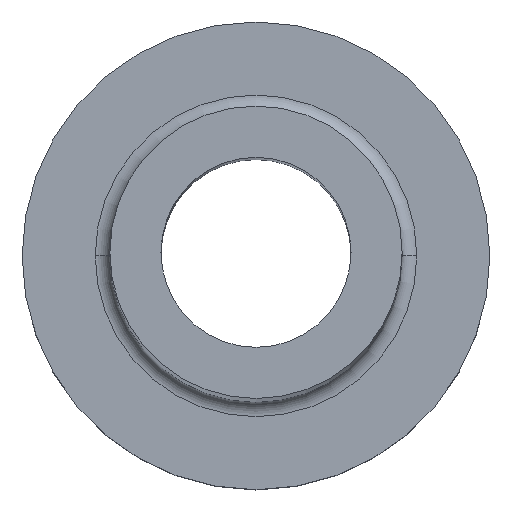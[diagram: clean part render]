
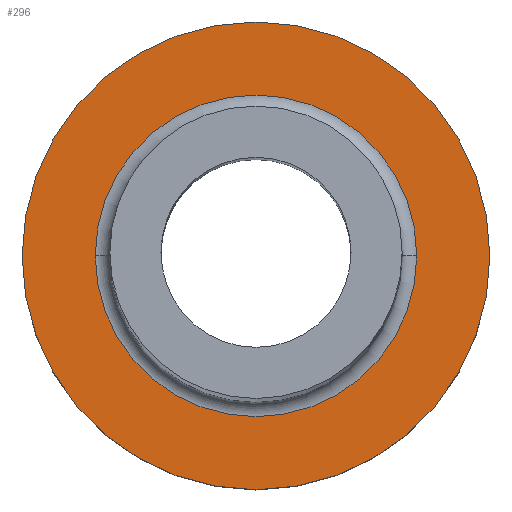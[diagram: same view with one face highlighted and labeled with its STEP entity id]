
A CAD part, top view. The second image highlights one B-rep face of the part: STEP entity #296.
In plain terms, the highlighted planar face has unit normal (0, 0, 1).
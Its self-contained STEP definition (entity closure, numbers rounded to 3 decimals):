
#5 = DIRECTION ( 'NONE',  ( 0., 0., 1. ) ) ;
#17 = AXIS2_PLACEMENT_3D ( 'NONE', #345, #391, #177 ) ;
#33 = AXIS2_PLACEMENT_3D ( 'NONE', #358, #5, #353 ) ;
#40 = CARTESIAN_POINT ( 'NONE',  ( 0., 0., 5. ) ) ;
#49 = AXIS2_PLACEMENT_3D ( 'NONE', #418, #254, #427 ) ;
#62 = VERTEX_POINT ( 'NONE', #310 ) ;
#82 = CARTESIAN_POINT ( 'NONE',  ( 8., 0., 5. ) ) ;
#111 = DIRECTION ( 'NONE',  ( 0., 0., -1. ) ) ;
#113 = CIRCLE ( 'NONE', #154, 5.5 ) ;
#118 = CARTESIAN_POINT ( 'NONE',  ( 5.5, 0., 5. ) ) ;
#154 = AXIS2_PLACEMENT_3D ( 'NONE', #215, #111, #289 ) ;
#177 = DIRECTION ( 'NONE',  ( 1., 0., 0. ) ) ;
#199 = EDGE_CURVE ( 'NONE', #62, #437, #113, .T. ) ;
#212 = ORIENTED_EDGE ( 'NONE', *, *, #253, .T. ) ;
#215 = CARTESIAN_POINT ( 'NONE',  ( 0., 0., 5. ) ) ;
#225 = CARTESIAN_POINT ( 'NONE',  ( -8., 0., 5. ) ) ;
#247 = DIRECTION ( 'NONE',  ( 1., 0., 0. ) ) ;
#251 = ORIENTED_EDGE ( 'NONE', *, *, #457, .T. ) ;
#253 = EDGE_CURVE ( 'NONE', #330, #442, #421, .T. ) ;
#254 = DIRECTION ( 'NONE',  ( 0., 0., 1. ) ) ;
#263 = EDGE_LOOP ( 'NONE', ( #251, #419 ) ) ;
#279 = AXIS2_PLACEMENT_3D ( 'NONE', #40, #382, #247 ) ;
#285 = FACE_BOUND ( 'NONE', #263, .T. ) ;
#289 = DIRECTION ( 'NONE',  ( 1., 0., 0. ) ) ;
#296 = ADVANCED_FACE ( 'NONE', ( #285, #397 ), #424, .T. ) ;
#310 = CARTESIAN_POINT ( 'NONE',  ( -5.5, 0., 5. ) ) ;
#326 = ORIENTED_EDGE ( 'NONE', *, *, #414, .T. ) ;
#330 = VERTEX_POINT ( 'NONE', #225 ) ;
#339 = EDGE_LOOP ( 'NONE', ( #212, #326 ) ) ;
#345 = CARTESIAN_POINT ( 'NONE',  ( 0., 0., 5. ) ) ;
#353 = DIRECTION ( 'NONE',  ( 1., 0., 0. ) ) ;
#358 = CARTESIAN_POINT ( 'NONE',  ( 0., 0., 5. ) ) ;
#372 = CIRCLE ( 'NONE', #279, 8. ) ;
#382 = DIRECTION ( 'NONE',  ( 0., 0., 1. ) ) ;
#387 = CIRCLE ( 'NONE', #17, 5.5 ) ;
#391 = DIRECTION ( 'NONE',  ( 0., 0., -1. ) ) ;
#397 = FACE_OUTER_BOUND ( 'NONE', #339, .T. ) ;
#414 = EDGE_CURVE ( 'NONE', #442, #330, #372, .T. ) ;
#418 = CARTESIAN_POINT ( 'NONE',  ( 0., 0., 5. ) ) ;
#419 = ORIENTED_EDGE ( 'NONE', *, *, #199, .T. ) ;
#421 = CIRCLE ( 'NONE', #33, 8. ) ;
#424 = PLANE ( 'NONE',  #49 ) ;
#427 = DIRECTION ( 'NONE',  ( 1., 0., 0. ) ) ;
#437 = VERTEX_POINT ( 'NONE', #118 ) ;
#442 = VERTEX_POINT ( 'NONE', #82 ) ;
#457 = EDGE_CURVE ( 'NONE', #437, #62, #387, .T. ) ;
